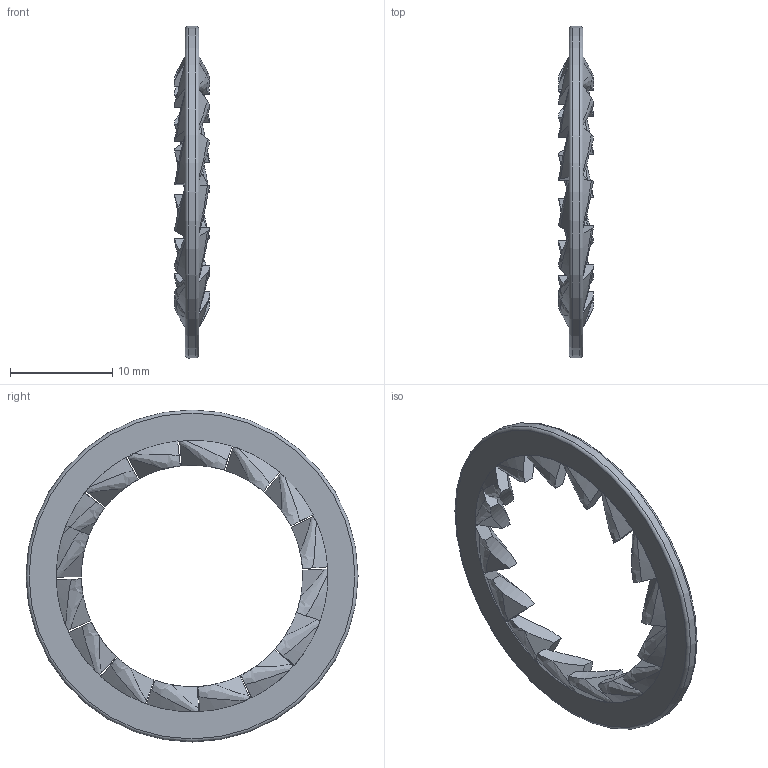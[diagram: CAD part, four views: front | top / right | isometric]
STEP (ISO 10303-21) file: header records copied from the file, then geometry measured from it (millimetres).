
FILE_DESCRIPTION(/* description */ ('Vibrationsdruckring M20'),/* implementation_level */ '2;1');
FILE_NAME(/* name */ '01280029-RST.stp',/* time_stamp */ '2020-10-08T10:17:02+02:00',/* author */ ('sl'),/* organization */ (''),/* preprocessor_version */ 'ST-DEVELOPER v16.5',/* originating_system */ 'Autodesk Inventor 2017',/* authorisation */ '');
FILE_SCHEMA (('AUTOMOTIVE_DESIGN { 1 0 10303 214 3 1 1 }'));
Length unit declared in the file: millimetre
Products named in the file (3): 01280029; Vibrationsdruckring-01_BT0001-01280329; Vibrationsdruckring-01_BT-0004-01280029
Assembly tree (17 placements, depth 2):
  01280029
    Vibrationsdruckring-01_BT0001-01280329
    Vibrationsdruckring-01_BT-0004-01280029  x16
Bounding box: 3.43 x 32.4 x 32.4 mm (x, y, z)
Volume: 709.1 mm3; surface area: 1512.6 mm2
Topology: 17 solids, 17 shells, 166 faces, 394 edges, 262 vertices
Faces by surface type: plane 66, cylinder 34, bspline 32, cone 32, torus 2
Full cylindrical faces by diameter (mm): 26.5 x1, 32.4 x1
Entity records: 707 total; most frequent: CARTESIAN_POINT 200, DIRECTION 104, ORIENTED_EDGE 60, AXIS2_PLACEMENT_3D 48, EDGE_CURVE 30, EDGE_LOOP 22, VERTEX_POINT 22, PRODUCT_DEFINITION_SHAPE 20
